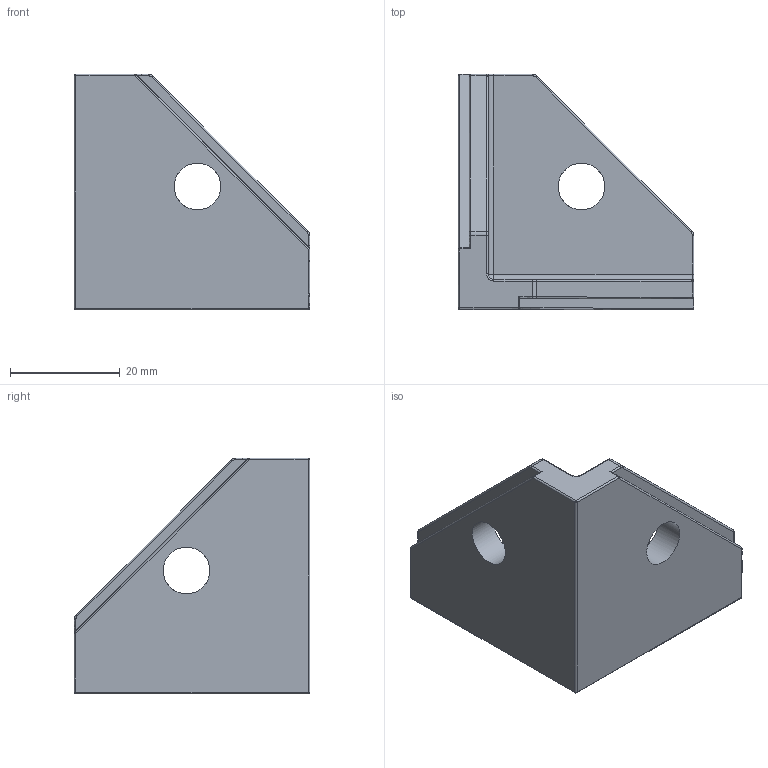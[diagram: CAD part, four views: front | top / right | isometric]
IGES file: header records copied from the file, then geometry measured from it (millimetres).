
Global section: file name: 304503; native system: Autodesk Inventor 2021; preprocessor: unknown; author: aluteckkpl_kk; date: 20220805.124813; units: millimetre
Bounding box: 43 x 43 x 43 mm (x, y, z)
Volume: 18392.8 mm3; surface area: 8249.2 mm2
Topology: 1 solids, 1 shells, 90 faces, 218 edges, 121 vertices
Faces by surface type: bspline 90
